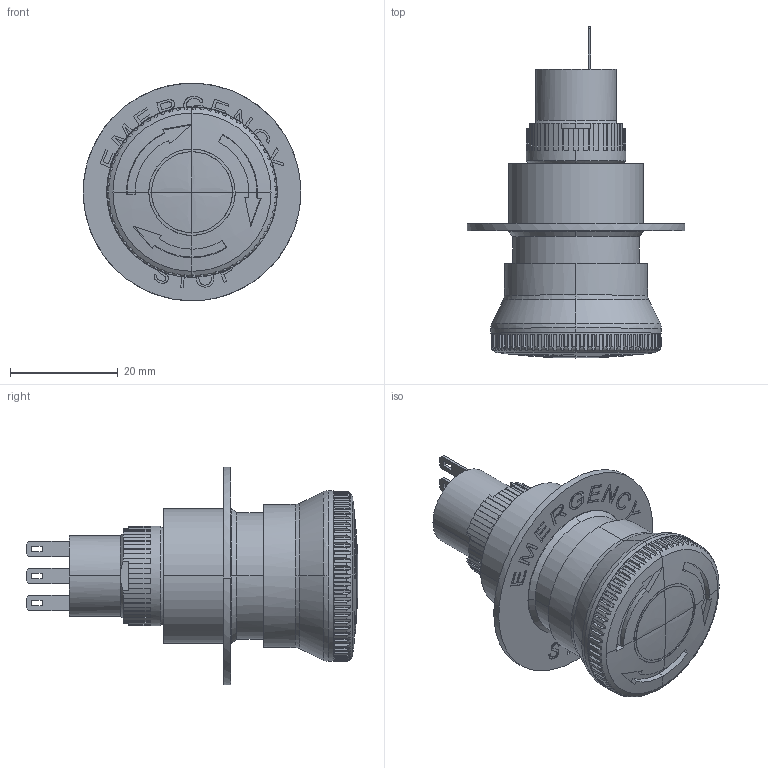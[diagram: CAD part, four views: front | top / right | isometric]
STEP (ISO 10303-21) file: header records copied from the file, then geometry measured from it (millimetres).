
FILE_DESCRIPTION(/* description */ (''),/* implementation_level */ '2;1');
FILE_NAME(/* name */ '1001043',/* time_stamp */ '2021-05-28T19:11:37+09:00',/* author */ (''),/* organization */ (''),/* preprocessor_version */ 'ST-DEVELOPER v16.5',/* originating_system */ '',/* authorisation */ '');
FILE_SCHEMA (('CONFIG_CONTROL_DESIGN'));
Length unit declared in the file: millimetre
Products named in the file (5): Document; 1001043-4; 1001043-3; 1001043-2; 1001043
Assembly tree (4 placements, depth 2):
  Document
    1001043-4
    1001043-3
    1001043-2
    1001043
Bounding box: 40.29 x 61.5 x 40.29 mm (x, y, z)
Volume: 2940.2 mm3; surface area: 10660.5 mm2
Topology: 6 solids, 7 shells, 745 faces, 2066 edges, 1355 vertices
Faces by surface type: bspline 745
Entity records: 53717 total; most frequent: CARTESIAN_POINT 26808, B_SPLINE_CURVE_WITH_KNOTS 5594, ORIENTED_EDGE 4128, PCURVE 4128, DEFINITIONAL_REPRESENTATION 4128, SURFACE_CURVE 2066, EDGE_CURVE 2066, VERTEX_POINT 1355
